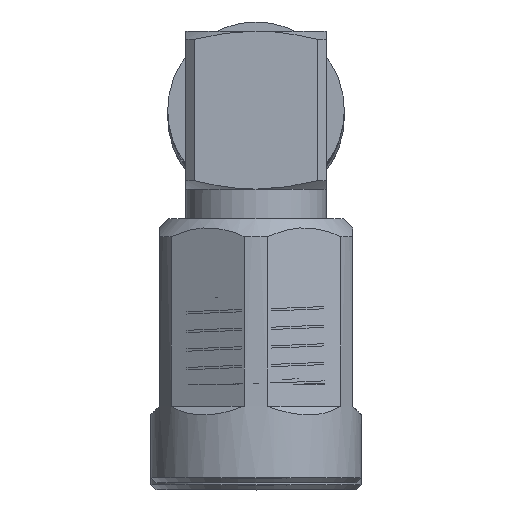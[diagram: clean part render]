
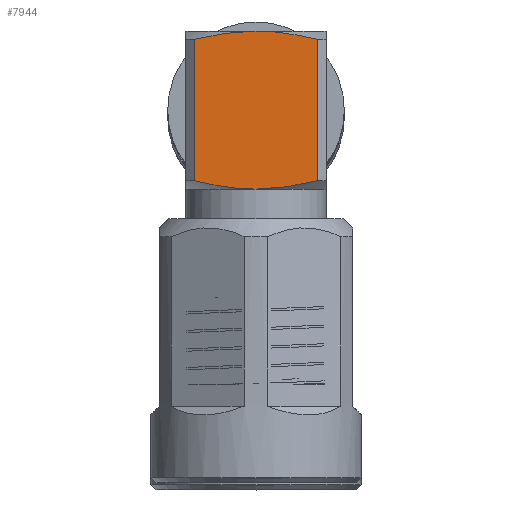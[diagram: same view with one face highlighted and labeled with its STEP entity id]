
A CAD part, top view. The second image highlights one B-rep face of the part: STEP entity #7944.
In plain terms, the highlighted face is planar.
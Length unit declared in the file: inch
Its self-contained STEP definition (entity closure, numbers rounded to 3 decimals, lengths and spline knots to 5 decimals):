
#63 = PLANE ( 'NONE',  #4261 ) ;
#216 = EDGE_LOOP ( 'NONE', ( #6091, #377, #7820, #4065, #7662, #4394 ) ) ;
#377 = ORIENTED_EDGE ( 'NONE', *, *, #1270, .T. ) ;
#650 = LINE ( 'NONE', #2602, #4294 ) ;
#668 = CARTESIAN_POINT ( 'NONE',  ( -0.16379, 0.1575, 0.11493 ) ) ;
#687 = B_SPLINE_CURVE_WITH_KNOTS ( 'NONE', 3,
 ( #6878, #2483, #3212, #6077, #4627, #3093 ),
 .UNSPECIFIED., .F., .F.,
 ( 4, 2, 4 ),
 ( 0.0222, 0.02397, 0.02574 ),
 .UNSPECIFIED. ) ;
#788 = CARTESIAN_POINT ( 'NONE',  ( -0.17717, 0.1575, 0.15748 ) ) ;
#879 = CARTESIAN_POINT ( 'NONE',  ( 0.16854, 0.1575, 0.09207 ) ) ;
#1270 = EDGE_CURVE ( 'NONE', #4581, #5017, #7061, .T. ) ;
#1427 = CARTESIAN_POINT ( 'NONE',  ( -0.17717, 0.1575, 0. ) ) ;
#1583 = EDGE_CURVE ( 'NONE', #1636, #5017, #687, .T. ) ;
#1636 = VERTEX_POINT ( 'NONE', #7000 ) ;
#1817 = CARTESIAN_POINT ( 'NONE',  ( 0.1584, 0.1575, -0.13748 ) ) ;
#2092 = CARTESIAN_POINT ( 'NONE',  ( -0.16854, 0.1575, 0.09207 ) ) ;
#2370 = B_SPLINE_CURVE_WITH_KNOTS ( 'NONE', 3,
 ( #1817, #9329, #2538, #8539, #4781, #4819 ),
 .UNSPECIFIED., .F., .F.,
 ( 4, 2, 4 ),
 ( 0.00486, 0.00664, 0.00841 ),
 .UNSPECIFIED. ) ;
#2483 = CARTESIAN_POINT ( 'NONE',  ( -0.17717, 0.1575, -0.02305 ) ) ;
#2538 = CARTESIAN_POINT ( 'NONE',  ( 0.16857, 0.1575, -0.09184 ) ) ;
#2602 = CARTESIAN_POINT ( 'NONE',  ( -0.17717, 0.1575, 0.13748 ) ) ;
#2974 = CARTESIAN_POINT ( 'NONE',  ( 0.17528, 0.1575, 0.04593 ) ) ;
#3060 = CARTESIAN_POINT ( 'NONE',  ( 0.17717, 0.1575, 0.02292 ) ) ;
#3093 = CARTESIAN_POINT ( 'NONE',  ( -0.1584, 0.1575, -0.13748 ) ) ;
#3097 = EDGE_CURVE ( 'NONE', #9015, #8076, #650, .T. ) ;
#3212 = CARTESIAN_POINT ( 'NONE',  ( -0.17526, 0.1575, -0.04602 ) ) ;
#3236 = CARTESIAN_POINT ( 'NONE',  ( 0.1584, 0.1575, 0.13748 ) ) ;
#3327 = FACE_OUTER_BOUND ( 'NONE', #216, .T. ) ;
#3640 = CARTESIAN_POINT ( 'NONE',  ( -0.1584, 0.1575, -0.13748 ) ) ;
#4032 = CARTESIAN_POINT ( 'NONE',  ( 0.1584, 0.1575, -0.13748 ) ) ;
#4065 = ORIENTED_EDGE ( 'NONE', *, *, #6169, .F. ) ;
#4261 = AXIS2_PLACEMENT_3D ( 'NONE', #788, #6660, #7394 ) ;
#4276 = DIRECTION ( 'NONE',  ( -1., 0., 0. ) ) ;
#4294 = VECTOR ( 'NONE', #7823, 39.37008 ) ;
#4394 = ORIENTED_EDGE ( 'NONE', *, *, #9168, .F. ) ;
#4581 = VERTEX_POINT ( 'NONE', #4032 ) ;
#4627 = CARTESIAN_POINT ( 'NONE',  ( -0.16384, 0.1575, -0.11474 ) ) ;
#4781 = CARTESIAN_POINT ( 'NONE',  ( 0.17717, 0.1575, -0.02305 ) ) ;
#4819 = CARTESIAN_POINT ( 'NONE',  ( 0.17717, 0.1575, 0. ) ) ;
#5017 = VERTEX_POINT ( 'NONE', #3640 ) ;
#5078 = VECTOR ( 'NONE', #4276, 39.37008 ) ;
#5797 = CARTESIAN_POINT ( 'NONE',  ( -0.17717, 0.1575, 0.02292 ) ) ;
#5831 = CARTESIAN_POINT ( 'NONE',  ( -0.1584, 0.1575, 0.13748 ) ) ;
#5958 = B_SPLINE_CURVE_WITH_KNOTS ( 'NONE', 3,
 ( #7485, #3060, #2974, #879, #8158, #8187 ),
 .UNSPECIFIED., .F., .F.,
 ( 4, 2, 4 ),
 ( 0.00841, 0.01018, 0.01195 ),
 .UNSPECIFIED. ) ;
#6077 = CARTESIAN_POINT ( 'NONE',  ( -0.16857, 0.1575, -0.09184 ) ) ;
#6091 = ORIENTED_EDGE ( 'NONE', *, *, #6933, .F. ) ;
#6169 = EDGE_CURVE ( 'NONE', #9015, #1636, #6791, .T. ) ;
#6482 = CARTESIAN_POINT ( 'NONE',  ( -0.1584, 0.1575, 0.13748 ) ) ;
#6660 = DIRECTION ( 'NONE',  ( 0., -1., 0. ) ) ;
#6791 = B_SPLINE_CURVE_WITH_KNOTS ( 'NONE', 3,
 ( #5831, #668, #2092, #8726, #5797, #1427 ),
 .UNSPECIFIED., .F., .F.,
 ( 4, 2, 4 ),
 ( 0.01867, 0.02044, 0.0222 ),
 .UNSPECIFIED. ) ;
#6878 = CARTESIAN_POINT ( 'NONE',  ( -0.17717, 0.1575, 0. ) ) ;
#6914 = CARTESIAN_POINT ( 'NONE',  ( 0.17717, 0.1575, 0. ) ) ;
#6933 = EDGE_CURVE ( 'NONE', #4581, #7738, #2370, .T. ) ;
#7000 = CARTESIAN_POINT ( 'NONE',  ( -0.17717, 0.1575, 0. ) ) ;
#7061 = LINE ( 'NONE', #9564, #5078 ) ;
#7394 = DIRECTION ( 'NONE',  ( 0., 0., -1. ) ) ;
#7485 = CARTESIAN_POINT ( 'NONE',  ( 0.17717, 0.1575, 0. ) ) ;
#7662 = ORIENTED_EDGE ( 'NONE', *, *, #3097, .T. ) ;
#7738 = VERTEX_POINT ( 'NONE', #6914 ) ;
#7820 = ORIENTED_EDGE ( 'NONE', *, *, #1583, .F. ) ;
#7823 = DIRECTION ( 'NONE',  ( 1., 0., 0. ) ) ;
#7944 = ADVANCED_FACE ( 'NONE', ( #3327 ), #63, .F. ) ;
#8076 = VERTEX_POINT ( 'NONE', #3236 ) ;
#8158 = CARTESIAN_POINT ( 'NONE',  ( 0.16379, 0.1575, 0.11493 ) ) ;
#8187 = CARTESIAN_POINT ( 'NONE',  ( 0.1584, 0.1575, 0.13748 ) ) ;
#8539 = CARTESIAN_POINT ( 'NONE',  ( 0.17526, 0.1575, -0.04602 ) ) ;
#8726 = CARTESIAN_POINT ( 'NONE',  ( -0.17528, 0.1575, 0.04593 ) ) ;
#9015 = VERTEX_POINT ( 'NONE', #6482 ) ;
#9168 = EDGE_CURVE ( 'NONE', #7738, #8076, #5958, .T. ) ;
#9329 = CARTESIAN_POINT ( 'NONE',  ( 0.16384, 0.1575, -0.11474 ) ) ;
#9564 = CARTESIAN_POINT ( 'NONE',  ( -0.15343, 0.1575, -0.13748 ) ) ;
